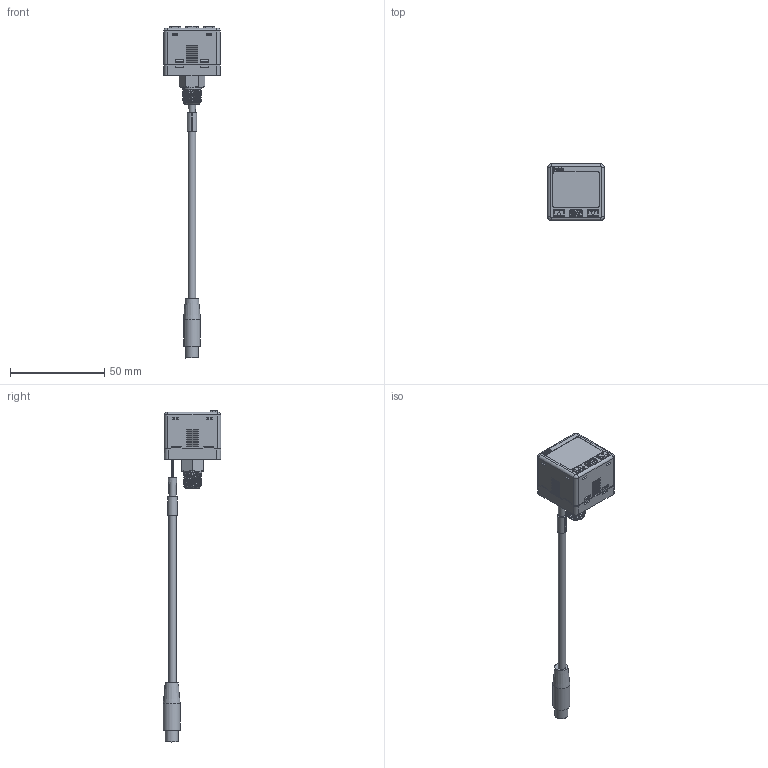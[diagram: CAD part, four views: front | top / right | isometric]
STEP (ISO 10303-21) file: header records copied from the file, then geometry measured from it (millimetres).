
FILE_DESCRIPTION(/* description */ ('Unknown'),/* implementation_level */ '2;1');
FILE_NAME(/* name */ '0902745',/* time_stamp */ '2019-01-18T14:06:51+01:00',/* author */ ('Unknown'),/* organization */ ('Unknown'),/* preprocessor_version */ 'ST-DEVELOPER v16.7',/* originating_system */ 'DEX',/* authorisation */ $);
FILE_SCHEMA (('AUTOMOTIVE_DESIGN {1 0 10303 214 3 1 1}'));
Length unit declared in the file: millimetre
Products named in the file (3): 0902745; Cable; KP43V-04-F3
Assembly tree (2 placements, depth 2):
  0902745
    Cable
    KP43V-04-F3
Bounding box: 30.03 x 30.53 x 176.05 mm (x, y, z)
Volume: 26209.8 mm3; surface area: 10165.4 mm2
Topology: 2 solids, 2 shells, 1133 faces, 3031 edges, 1962 vertices
Faces by surface type: plane 794, cylinder 238, bspline 43, cone 41, torus 16, sphere 1
Full cylindrical faces by diameter (mm): 0.536 x4, 1 x3, 4 x1, 4.2 x10, 4.6 x2, 5.648 x1, 6.9 x1, 9 x1
Entity records: 45366 total; most frequent: CARTESIAN_POINT 11169, ORIENTED_EDGE 5926, DIRECTION 5389, EDGE_CURVE 2963, LINE 2213, VECTOR 2213, VERTEX_POINT 1943, AXIS2_PLACEMENT_3D 1588
